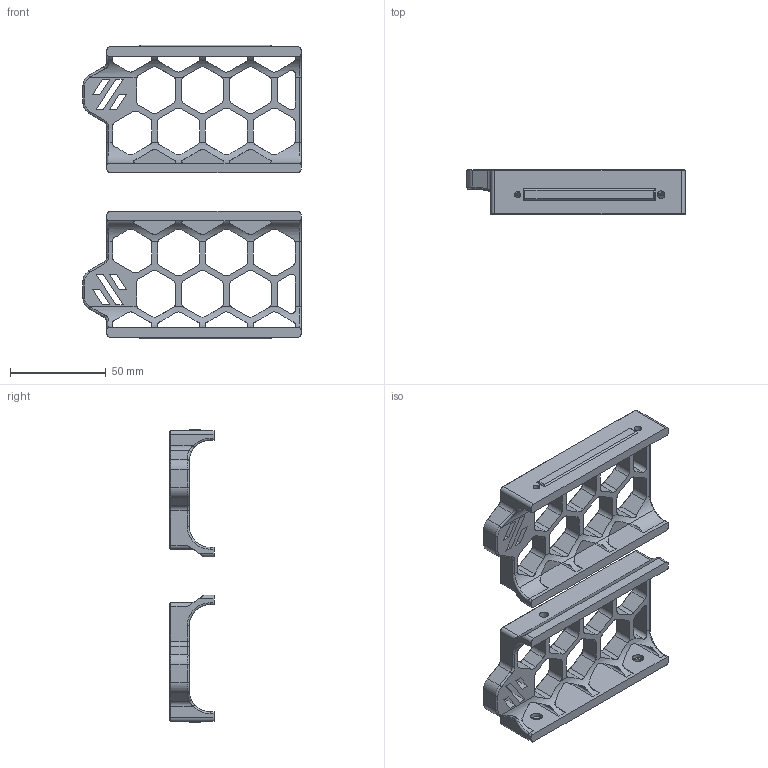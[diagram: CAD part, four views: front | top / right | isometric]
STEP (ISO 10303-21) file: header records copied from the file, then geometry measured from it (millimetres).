
FILE_DESCRIPTION (( 'STEP AP214' ), '1' );
FILE_NAME ('Skirt_250_Trident_Button_PCB.STEP', '2023-09-22T02:56:41', ( '' ), ( '' ), 'SwSTEP 2.0', 'SolidWorks 2020', '' );
FILE_SCHEMA (( 'AUTOMOTIVE_DESIGN' ));
Length unit declared in the file: millimetre
Products named in the file (1): Skirt_250_Trident_Button_PCB
Bounding box: 114 x 23 x 153.6 mm (x, y, z)
Volume: 84587.5 mm3; surface area: 49738.8 mm2
Topology: 2 solids, 2 shells, 892 faces, 2270 edges, 1386 vertices
Faces by surface type: plane 402, cylinder 284, cone 188, torus 14, bspline 4
Entity records: 27626 total; most frequent: CARTESIAN_POINT 6090, ORIENTED_EDGE 4540, DIRECTION 4478, EDGE_CURVE 2270, AXIS2_PLACEMENT_3D 1549, VERTEX_POINT 1386, VECTOR 1380, LINE 1380
